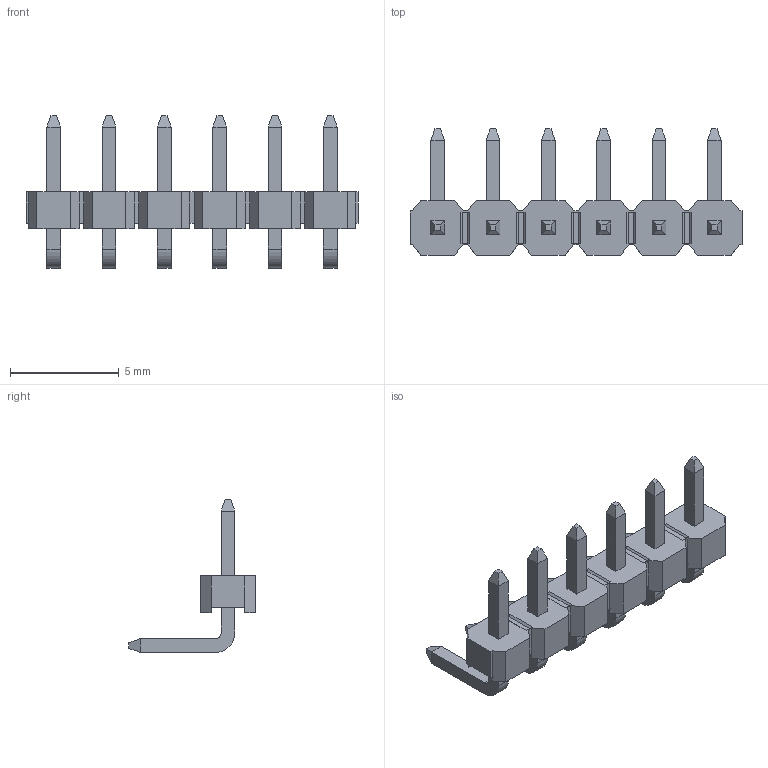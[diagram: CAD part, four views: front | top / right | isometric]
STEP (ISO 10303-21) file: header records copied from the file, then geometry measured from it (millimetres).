
FILE_DESCRIPTION(/* description */ (''),/* implementation_level */ '2;1');
FILE_NAME(/* name */ '933-12-006-XX.stp',/* time_stamp */ '2025-05-16T09:42:34+02:00',/* author */ ('Andreas.Larin'),/* organization */ (''),/* preprocessor_version */ 'ST-DEVELOPER v20',/* originating_system */ 'Autodesk Inventor 2025',/* authorisation */ '');
FILE_SCHEMA (('AUTOMOTIVE_DESIGN { 1 0 10303 214 3 1 1 }'));
Length unit declared in the file: millimetre
Products named in the file (1): 933-12-006-XX
Bounding box: 15.24 x 5.8 x 7.02 mm (x, y, z)
Volume: 74.4 mm3; surface area: 285.4 mm2
Topology: 1 solids, 1 shells, 259 faces, 648 edges, 408 vertices
Faces by surface type: plane 223, cylinder 36
Entity records: 7581 total; most frequent: CARTESIAN_POINT 1316, ORIENTED_EDGE 1296, DIRECTION 1240, EDGE_CURVE 648, LINE 576, VECTOR 576, VERTEX_POINT 408, AXIS2_PLACEMENT_3D 332
